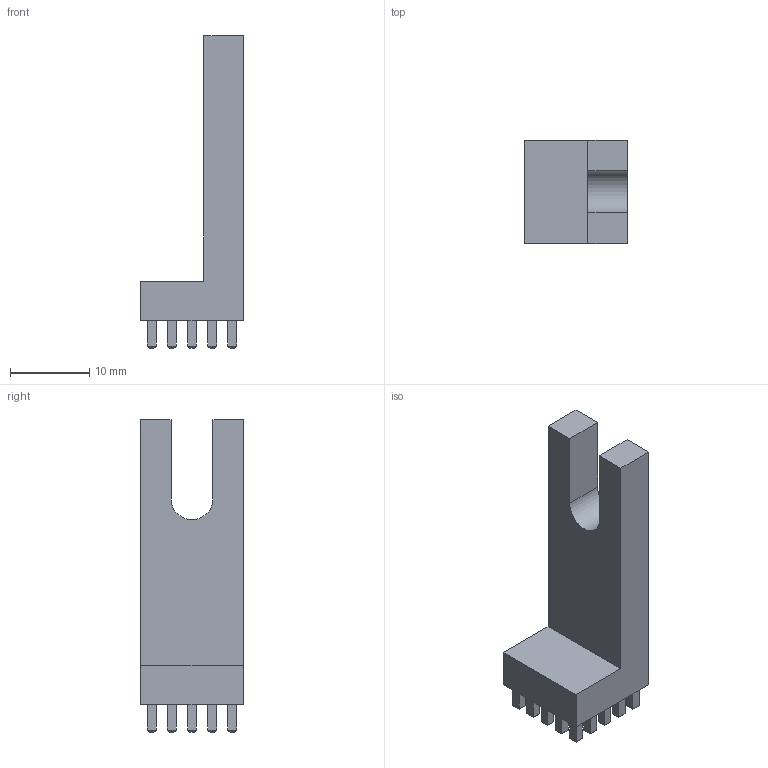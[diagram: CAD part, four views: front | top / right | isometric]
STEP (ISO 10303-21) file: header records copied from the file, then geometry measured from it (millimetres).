
FILE_DESCRIPTION(/* description */ ('Unknown'),/* implementation_level */ '2;1');
FILE_NAME(/* name */ 'MP_Wurth_WP-RAFU_74611134',/* time_stamp */ '2026-01-20T16:18:47+08:00',/* author */ ('Unknown'),/* organization */ ('Unknown'),/* preprocessor_version */ 'ST-DEVELOPER v19.4',/* originating_system */ 'Solid Edge',/* authorisation */ 'Unknown');
FILE_SCHEMA (('AUTOMOTIVE_DESIGN {1 0 10303 214 3 1 1}'));
Length unit declared in the file: millimetre
Products named in the file (2): MP_Wurth_WP-RAFU_74611134
Assembly tree (1 placements, depth 2):
  MP_Wurth_WP-RAFU_74611134
    MP_Wurth_WP-RAFU_74611134
Bounding box: 13 x 13 x 39.5 mm (x, y, z)
Volume: 2647.7 mm3; surface area: 2073.4 mm2
Topology: 1 solids, 1 shells, 237 faces, 530 edges, 320 vertices
Faces by surface type: plane 236, cylinder 1
Entity records: 6355 total; most frequent: CARTESIAN_POINT 1089, ORIENTED_EDGE 1060, DIRECTION 1010, EDGE_CURVE 530, LINE 528, VECTOR 528, VERTEX_POINT 320, EDGE_LOOP 262
